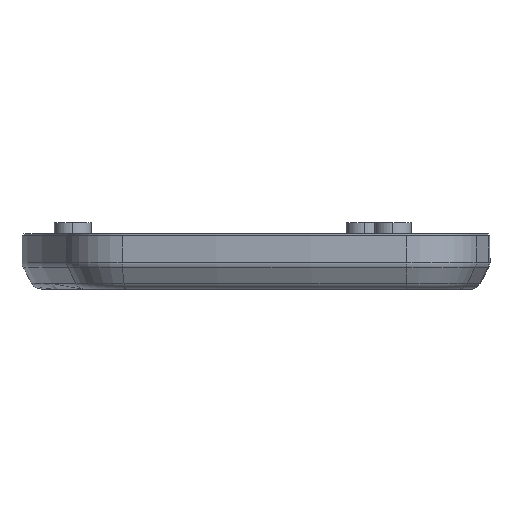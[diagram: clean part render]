
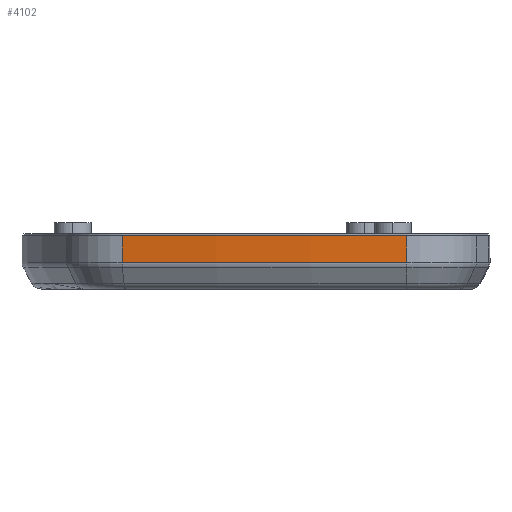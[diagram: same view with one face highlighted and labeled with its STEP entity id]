
A CAD part, left-side view. The second image highlights one B-rep face of the part: STEP entity #4102.
In plain terms, the highlighted cylindrical face has radius 391.388 mm (diameter 782.775 mm), a partial arc.
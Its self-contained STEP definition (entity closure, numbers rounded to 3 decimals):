
#137 = EDGE_LOOP ( 'NONE', ( #9134, #7206, #10774, #1948 ) ) ;
#433 = DIRECTION ( 'NONE',  ( -1., 0., 0. ) ) ;
#531 = LINE ( 'NONE', #5280, #6512 ) ;
#969 = VECTOR ( 'NONE', #8635, 1000. ) ;
#1354 = CARTESIAN_POINT ( 'NONE',  ( 298.388, -46., -7.744 ) ) ;
#1551 = DIRECTION ( 'NONE',  ( 1., 0., 0. ) ) ;
#1754 = AXIS2_PLACEMENT_3D ( 'NONE', #4238, #6060, #3052 ) ;
#1831 = CARTESIAN_POINT ( 'NONE',  ( -93., -46., -15. ) ) ;
#1948 = ORIENTED_EDGE ( 'NONE', *, *, #9735, .T. ) ;
#2411 = CARTESIAN_POINT ( 'NONE',  ( -93., -46., -7.744 ) ) ;
#2889 = AXIS2_PLACEMENT_3D ( 'NONE', #12367, #7403, #1551 ) ;
#3052 = DIRECTION ( 'NONE',  ( 1., 0., 0. ) ) ;
#4102 = ADVANCED_FACE ( 'NONE', ( #7467 ), #9444, .T. ) ;
#4141 = CARTESIAN_POINT ( 'NONE',  ( -85.364, 30.935, -0.5 ) ) ;
#4217 = VERTEX_POINT ( 'NONE', #5958 ) ;
#4238 = CARTESIAN_POINT ( 'NONE',  ( 298.388, -46., -0.5 ) ) ;
#4256 = VERTEX_POINT ( 'NONE', #8848 ) ;
#4808 = VERTEX_POINT ( 'NONE', #2411 ) ;
#5280 = CARTESIAN_POINT ( 'NONE',  ( -85.364, 30.935, -15. ) ) ;
#5310 = DIRECTION ( 'NONE',  ( 0., 0., 1. ) ) ;
#5958 = CARTESIAN_POINT ( 'NONE',  ( -85.364, 30.935, -7.744 ) ) ;
#6060 = DIRECTION ( 'NONE',  ( 0., 0., -1. ) ) ;
#6512 = VECTOR ( 'NONE', #9286, 1000. ) ;
#7206 = ORIENTED_EDGE ( 'NONE', *, *, #10445, .T. ) ;
#7403 = DIRECTION ( 'NONE',  ( 0., 0., 1. ) ) ;
#7467 = FACE_OUTER_BOUND ( 'NONE', #137, .T. ) ;
#7527 = VERTEX_POINT ( 'NONE', #4141 ) ;
#7591 = CIRCLE ( 'NONE', #10512, 391.388 ) ;
#7636 = LINE ( 'NONE', #1831, #969 ) ;
#8127 = EDGE_CURVE ( 'NONE', #4217, #7527, #531, .T. ) ;
#8635 = DIRECTION ( 'NONE',  ( 0., 0., 1. ) ) ;
#8848 = CARTESIAN_POINT ( 'NONE',  ( -93., -46., -0.5 ) ) ;
#9134 = ORIENTED_EDGE ( 'NONE', *, *, #8127, .F. ) ;
#9286 = DIRECTION ( 'NONE',  ( 0., 0., 1. ) ) ;
#9444 = CYLINDRICAL_SURFACE ( 'NONE', #2889, 391.388 ) ;
#9735 = EDGE_CURVE ( 'NONE', #4256, #7527, #11953, .T. ) ;
#10445 = EDGE_CURVE ( 'NONE', #4217, #4808, #7591, .T. ) ;
#10512 = AXIS2_PLACEMENT_3D ( 'NONE', #1354, #5310, #433 ) ;
#10774 = ORIENTED_EDGE ( 'NONE', *, *, #12409, .T. ) ;
#11953 = CIRCLE ( 'NONE', #1754, 391.388 ) ;
#12367 = CARTESIAN_POINT ( 'NONE',  ( 298.388, -46., -15. ) ) ;
#12409 = EDGE_CURVE ( 'NONE', #4808, #4256, #7636, .T. ) ;
